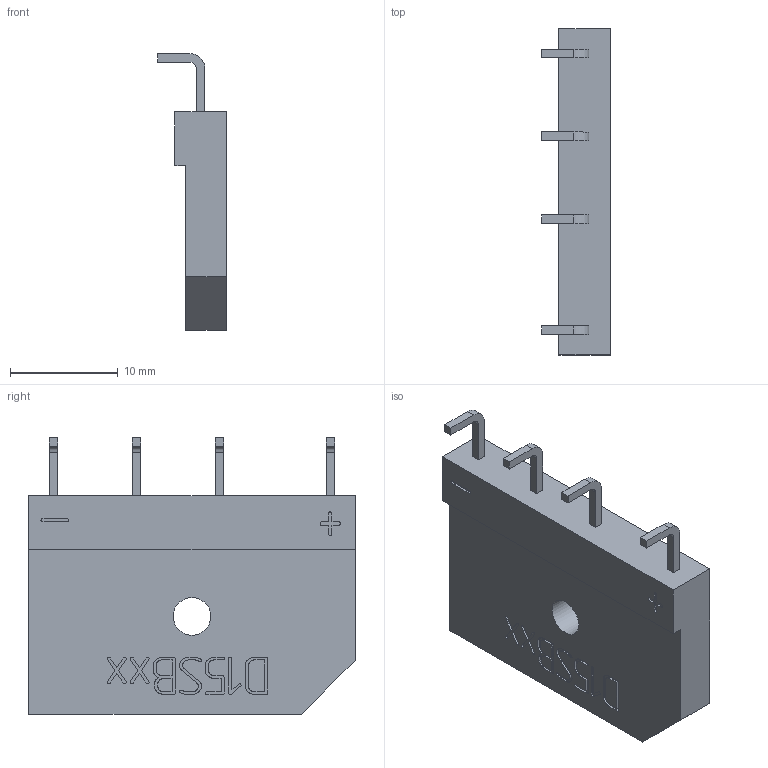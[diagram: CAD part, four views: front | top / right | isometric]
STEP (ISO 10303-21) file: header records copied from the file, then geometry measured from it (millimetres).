
FILE_DESCRIPTION(('STEP AP214'), '1');
FILE_NAME('D15SB100', '2022-04-04T12:57:46', ('ava'), (''), 'ASCON STEP Converter 1.3', 'ASCON Math Kernel', '');
FILE_SCHEMA(('AUTOMOTIVE_DESIGN { 1 0 10303 214 3 1 1}'));
Length unit declared in the file: millimetre
Products named in the file (1): 2
Bounding box: 6.4 x 30.3 x 25.7 mm (x, y, z)
Volume: 2423.6 mm3; surface area: 1804.1 mm2
Topology: 1 solids, 1 shells, 474 faces, 1368 edges, 912 vertices
Faces by surface type: plane 258, cylinder 216
Full cylindrical faces by diameter (mm): 3.5 x1
Entity records: 19191 total; most frequent: CARTESIAN_POINT 2754, DIRECTION 2749, ORIENTED_EDGE 2734, EDGE_CURVE 1367, LINE 935, VECTOR 935, VERTEX_POINT 912, AXIS2_PLACEMENT_3D 907
